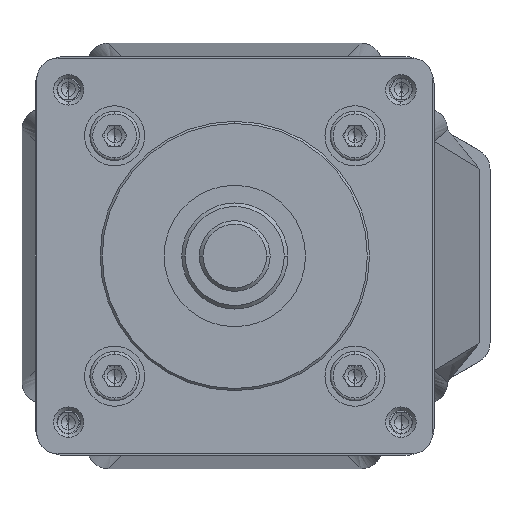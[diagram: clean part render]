
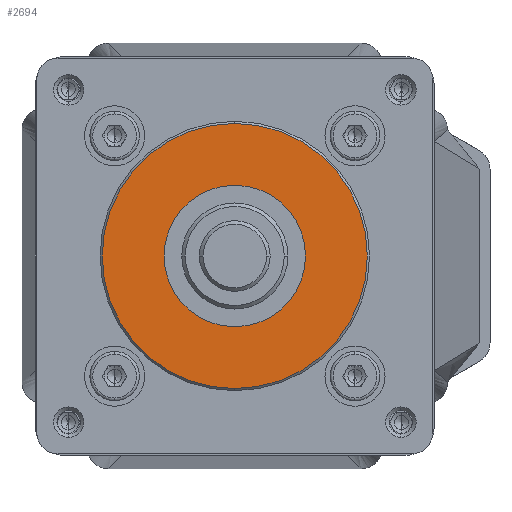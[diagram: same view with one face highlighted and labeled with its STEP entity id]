
A CAD part, left-side view. The second image highlights one B-rep face of the part: STEP entity #2694.
In plain terms, the highlighted face is planar.
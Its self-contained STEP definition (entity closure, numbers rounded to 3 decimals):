
#841 = DIRECTION ( 'NONE',  ( 0., 0., -1. ) ) ;
#1060 = DIRECTION ( 'NONE',  ( 0., 0., 1. ) ) ;
#2126 = EDGE_CURVE ( 'NONE', #10871, #13480, #11726, .T. ) ;
#2694 = ADVANCED_FACE ( 'NONE', ( #9447, #3318 ), #15577, .F. ) ;
#2781 = CARTESIAN_POINT ( 'NONE',  ( 0., -4.5, 18.75 ) ) ;
#3166 = CIRCLE ( 'NONE', #13454, 10. ) ;
#3318 = FACE_BOUND ( 'NONE', #19851, .T. ) ;
#3526 = CARTESIAN_POINT ( 'NONE',  ( 0., -4.5, 0. ) ) ;
#4938 = DIRECTION ( 'NONE',  ( 0., 1., 0. ) ) ;
#5286 = DIRECTION ( 'NONE',  ( 0., -1., 0. ) ) ;
#6104 = EDGE_LOOP ( 'NONE', ( #11453, #10480 ) ) ;
#6611 = CARTESIAN_POINT ( 'NONE',  ( 0., -4.5, 10. ) ) ;
#6843 = VERTEX_POINT ( 'NONE', #6611 ) ;
#7772 = CARTESIAN_POINT ( 'NONE',  ( 0., -4.5, 0. ) ) ;
#7968 = AXIS2_PLACEMENT_3D ( 'NONE', #10103, #16236, #1060 ) ;
#8143 = ORIENTED_EDGE ( 'NONE', *, *, #9837, .F. ) ;
#8308 = ORIENTED_EDGE ( 'NONE', *, *, #8514, .F. ) ;
#8514 = EDGE_CURVE ( 'NONE', #6843, #14372, #3166, .T. ) ;
#9447 = FACE_OUTER_BOUND ( 'NONE', #6104, .T. ) ;
#9837 = EDGE_CURVE ( 'NONE', #14372, #6843, #18190, .T. ) ;
#10103 = CARTESIAN_POINT ( 'NONE',  ( 0., -4.5, 0. ) ) ;
#10412 = DIRECTION ( 'NONE',  ( 0., -1., 0. ) ) ;
#10457 = AXIS2_PLACEMENT_3D ( 'NONE', #7772, #15509, #16719 ) ;
#10480 = ORIENTED_EDGE ( 'NONE', *, *, #12454, .T. ) ;
#10871 = VERTEX_POINT ( 'NONE', #2781 ) ;
#11151 = DIRECTION ( 'NONE',  ( 0., 0., 1. ) ) ;
#11453 = ORIENTED_EDGE ( 'NONE', *, *, #2126, .T. ) ;
#11726 = CIRCLE ( 'NONE', #10457, 18.75 ) ;
#12454 = EDGE_CURVE ( 'NONE', #13480, #10871, #16635, .T. ) ;
#13454 = AXIS2_PLACEMENT_3D ( 'NONE', #17644, #5286, #841 ) ;
#13480 = VERTEX_POINT ( 'NONE', #17354 ) ;
#14372 = VERTEX_POINT ( 'NONE', #18716 ) ;
#15509 = DIRECTION ( 'NONE',  ( 0., -1., 0. ) ) ;
#15577 = PLANE ( 'NONE',  #17917 ) ;
#16236 = DIRECTION ( 'NONE',  ( 0., -1., 0. ) ) ;
#16635 = CIRCLE ( 'NONE', #7968, 18.75 ) ;
#16719 = DIRECTION ( 'NONE',  ( 0., 0., 1. ) ) ;
#16732 = DIRECTION ( 'NONE',  ( 0., 0., -1. ) ) ;
#17354 = CARTESIAN_POINT ( 'NONE',  ( 0., -4.5, -18.75 ) ) ;
#17644 = CARTESIAN_POINT ( 'NONE',  ( 0., -4.5, 0. ) ) ;
#17877 = AXIS2_PLACEMENT_3D ( 'NONE', #18246, #10412, #16732 ) ;
#17917 = AXIS2_PLACEMENT_3D ( 'NONE', #3526, #4938, #11151 ) ;
#18190 = CIRCLE ( 'NONE', #17877, 10. ) ;
#18246 = CARTESIAN_POINT ( 'NONE',  ( 0., -4.5, 0. ) ) ;
#18716 = CARTESIAN_POINT ( 'NONE',  ( 0., -4.5, -10. ) ) ;
#19851 = EDGE_LOOP ( 'NONE', ( #8143, #8308 ) ) ;
